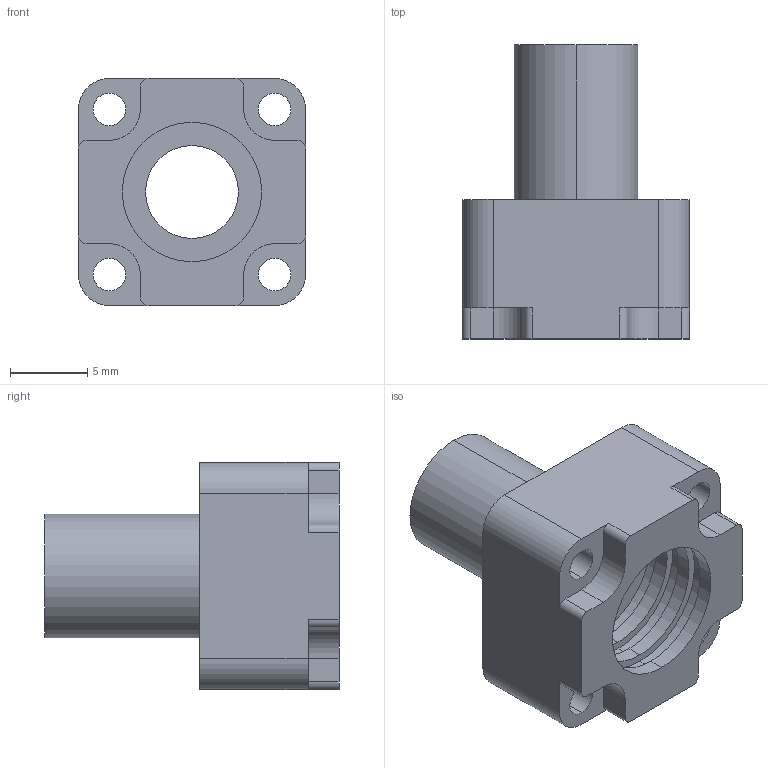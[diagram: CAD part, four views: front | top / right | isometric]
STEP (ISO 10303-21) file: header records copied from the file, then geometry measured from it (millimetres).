
FILE_DESCRIPTION (( 'STEP AP214' ), '1' );
FILE_NAME ('Cable-passing_Screw.STEP', '2026-01-31T07:40:59', ( '' ), ( '' ), 'SwSTEP 2.0', 'SolidWorks 2024', '' );
FILE_SCHEMA (( 'AUTOMOTIVE_DESIGN' ));
Length unit declared in the file: millimetre
Products named in the file (1): Cable-passing_Screw
Bounding box: 14.68 x 19 x 14.68 mm (x, y, z)
Volume: 1347.9 mm3; surface area: 1844.9 mm2
Topology: 1 solids, 1 shells, 75 faces, 188 edges, 124 vertices
Faces by surface type: cylinder 44, plane 27, torus 4
Entity records: 2329 total; most frequent: DIRECTION 436, CARTESIAN_POINT 388, ORIENTED_EDGE 376, EDGE_CURVE 188, AXIS2_PLACEMENT_3D 172, VERTEX_POINT 124, CIRCLE 96, EDGE_LOOP 94
